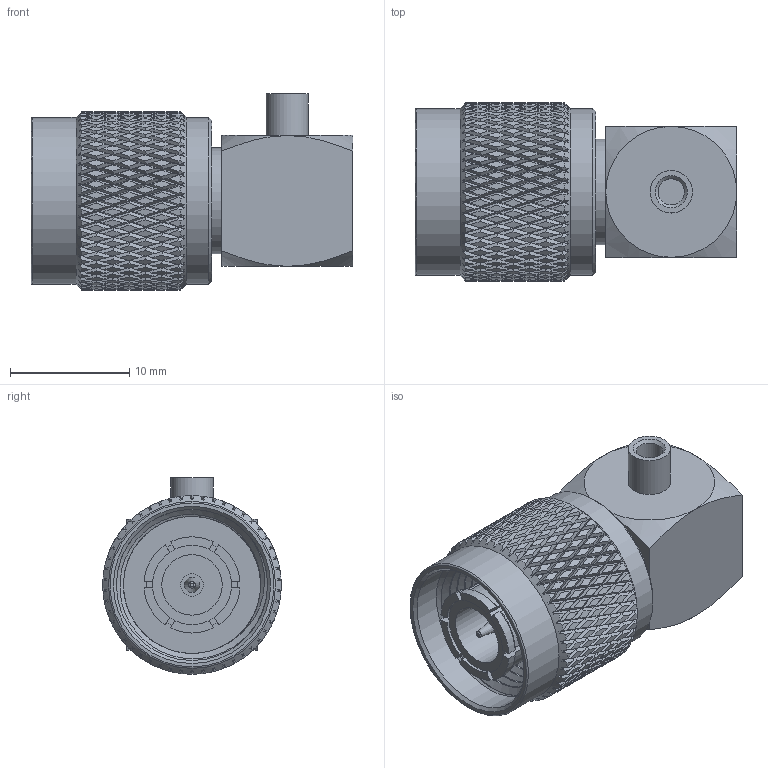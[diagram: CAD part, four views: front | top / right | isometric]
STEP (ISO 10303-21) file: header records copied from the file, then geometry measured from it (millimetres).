
FILE_DESCRIPTION (( 'STEP AP203' ), '1' );
FILE_NAME ('PE44710_3D.step', '2021-06-17T22:29:03', ( '' ), ( '' ), 'SwSTEP 2.0', 'SolidWorks 2020', '' );
FILE_SCHEMA (( 'CONFIG_CONTROL_DESIGN' ));
Products named in the file (1): PE44710_3D
Bounding box: 27 x 14.99 x 16.48 mm (x, y, z)
Volume: 3097.2 mm3; surface area: 2719.3 mm2
Topology: 1 solids, 1 shells, 2054 faces, 4346 edges, 2305 vertices
Faces by surface type: bspline 1603, cylinder 386, plane 42, cone 21, torus 2
Full cylindrical faces by diameter (mm): 1.27 x1, 1.905 x1, 2.197 x1, 3.556 x1, 4.674 x1, 4.928 x1, 5.08 x1, 7.569 x1, 8.89 x1, 12.7 x6, 14.021 x2
Entity records: 82177 total; most frequent: CARTESIAN_POINT 55997, ORIENTED_EDGE 8606, EDGE_CURVE 4303, VERTEX_POINT 2288, EDGE_LOOP 2079, FACE_OUTER_BOUND 2062, ADVANCED_FACE 2048, B_SPLINE_CURVE_WITH_KNOTS 1936
